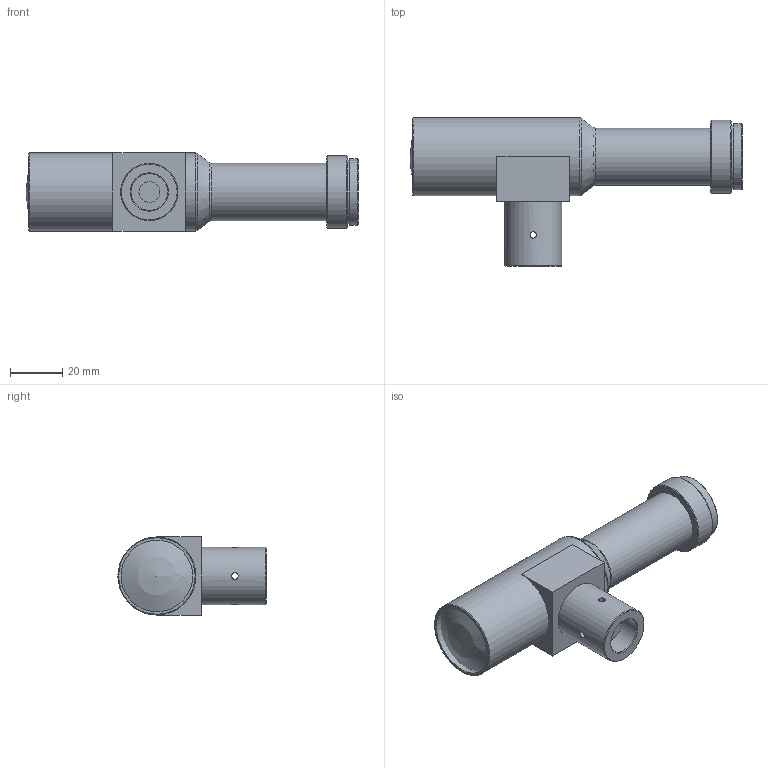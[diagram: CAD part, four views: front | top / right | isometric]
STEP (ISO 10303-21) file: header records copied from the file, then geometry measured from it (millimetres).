
FILE_DESCRIPTION (( 'STEP AP203' ), '1' );
FILE_NAME ('610054.STEP', '2024-08-13T07:27:01', ( 'Windows User' ), ( 'P R C' ), 'SwSTEP 2.0', 'SolidWorks 2020', '' );
FILE_SCHEMA (( 'CONFIG_CONTROL_DESIGN' ));
Length unit declared in the file: millimetre
Products named in the file (1): 610054
Bounding box: 127.59 x 57 x 30 mm (x, y, z)
Volume: 83954.9 mm3; surface area: 17240.4 mm2
Topology: 2 solids, 2 shells, 38 faces, 86 edges, 56 vertices
Faces by surface type: plane 15, cylinder 13, cone 7, bspline 2, sphere 1
Full cylindrical faces by diameter (mm): 2.5 x4, 8 x1, 14.1 x1, 22 x2, 24.4 x1, 25.4 x1, 27.5 x1, 28 x1, 30 x1
Entity records: 1229 total; most frequent: CARTESIAN_POINT 471, DIRECTION 142, ORIENTED_EDGE 94, EDGE_LOOP 76, AXIS2_PLACEMENT_3D 66, FACE_OUTER_BOUND 53, EDGE_CURVE 47, VERTEX_POINT 43
